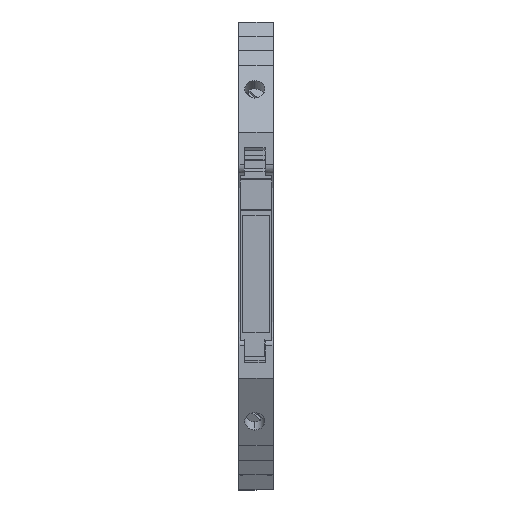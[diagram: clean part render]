
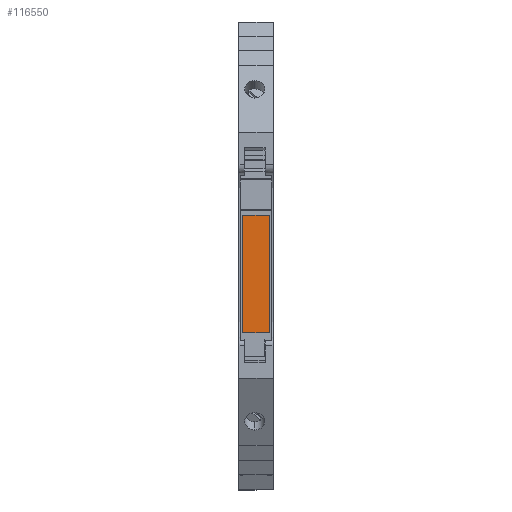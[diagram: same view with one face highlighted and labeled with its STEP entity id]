
A CAD part, top view. The second image highlights one B-rep face of the part: STEP entity #116550.
In plain terms, the highlighted face is planar.
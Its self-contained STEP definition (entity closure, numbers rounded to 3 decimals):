
#60090=CARTESIAN_POINT('',(-21.8,102.5,3.05));
#60100=DIRECTION('',(0.,1.,0.));
#60110=DIRECTION('',(1.,0.,0.));
#60120=AXIS2_PLACEMENT_3D('',#60090,#60100,#60110);
#60130=PLANE('',#60120);
#60710=CARTESIAN_POINT('',(7.95,102.5,0.));
#60720=DIRECTION('',(0.,0.,1.));
#60730=VECTOR('',#60720,1.);
#60740=LINE('',#60710,#60730);
#60750=CARTESIAN_POINT('',(7.95,102.5,0.65));
#60760=VERTEX_POINT('',#60750);
#60770=CARTESIAN_POINT('',(7.95,102.5,5.95));
#60780=VERTEX_POINT('',#60770);
#60790=EDGE_CURVE('',#60760,#60780,#60740,.T.);
#60810=CARTESIAN_POINT('',(0.,102.5,0.65));
#60820=DIRECTION('',(1.,0.,0.));
#60830=VECTOR('',#60820,1.);
#60840=LINE('',#60810,#60830);
#60850=CARTESIAN_POINT('',(-15.372,102.5,0.65));
#60860=VERTEX_POINT('',#60850);
#60870=EDGE_CURVE('',#60860,#60760,#60840,.T.);
#60890=CARTESIAN_POINT('',(-15.372,102.5,0.));
#60900=DIRECTION('',(0.,0.,-1.));
#60910=VECTOR('',#60900,1.);
#60920=LINE('',#60890,#60910);
#60930=CARTESIAN_POINT('',(-15.372,102.5,5.95));
#60940=VERTEX_POINT('',#60930);
#60950=EDGE_CURVE('',#60940,#60860,#60920,.T.);
#60970=CARTESIAN_POINT('',(0.,102.5,5.95));
#60980=DIRECTION('',(-1.,0.,0.));
#60990=VECTOR('',#60980,1.);
#61000=LINE('',#60970,#60990);
#61010=EDGE_CURVE('',#60780,#60940,#61000,.T.);
#116490=ORIENTED_EDGE('',*,*,#60950,.F.);
#116500=ORIENTED_EDGE('',*,*,#60870,.F.);
#116510=ORIENTED_EDGE('',*,*,#60790,.F.);
#116520=ORIENTED_EDGE('',*,*,#61010,.F.);
#116530=EDGE_LOOP('',(#116520,#116510,#116500,#116490));
#116540=FACE_OUTER_BOUND('',#116530,.T.);
#116550=ADVANCED_FACE('',(#116540),#60130,.T.);
